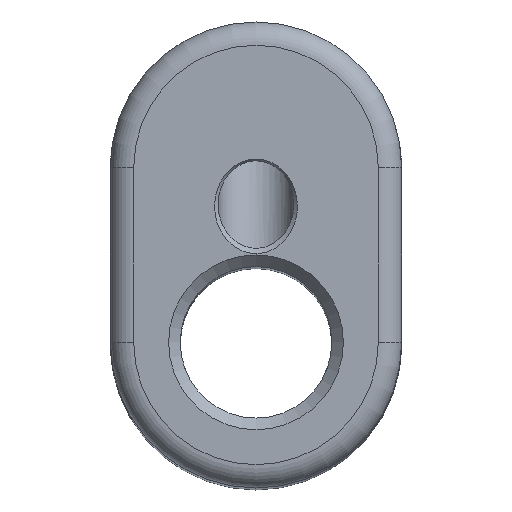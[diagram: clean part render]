
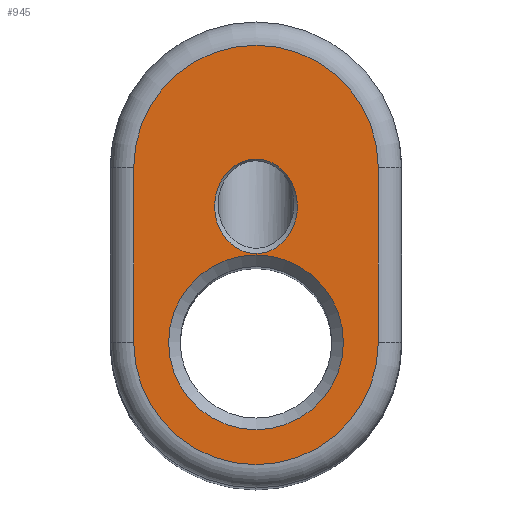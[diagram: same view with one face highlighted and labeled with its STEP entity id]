
A CAD part, top view. The second image highlights one B-rep face of the part: STEP entity #945.
In plain terms, the highlighted planar face has unit normal (0, 0, 1).
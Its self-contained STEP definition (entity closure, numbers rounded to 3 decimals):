
#17=FACE_BOUND('',#301,.T.);
#18=FACE_BOUND('',#302,.T.);
#83=LINE('',#1751,#141);
#84=LINE('',#1760,#142);
#141=VECTOR('',#1183,10.);
#142=VECTOR('',#1196,10.);
#181=PLANE('',#1047);
#220=B_SPLINE_CURVE_WITH_KNOTS('',3,(#1874,#1875,#1876,#1877,#1878,#1879,
#1880,#1881,#1882,#1883,#1884,#1885,#1886),.UNSPECIFIED.,.T.,.F.,(4,1,1,
1,1,1,1,1,1,1,4),(-3.142,-2.693,-2.244,
-1.346,-0.449,0.,0.449,
1.346,2.244,2.693,3.142),
 .UNSPECIFIED.);
#247=FACE_OUTER_BOUND('',#300,.T.);
#300=EDGE_LOOP('',(#726,#727,#728,#729));
#301=EDGE_LOOP('',(#730));
#302=EDGE_LOOP('',(#731));
#361=CIRCLE('',#1024,10.5);
#364=CIRCLE('',#1029,10.5);
#371=CIRCLE('',#1048,7.5);
#419=VERTEX_POINT('',#1747);
#420=VERTEX_POINT('',#1749);
#421=VERTEX_POINT('',#1753);
#422=VERTEX_POINT('',#1758);
#443=VERTEX_POINT('',#1873);
#444=VERTEX_POINT('',#1887);
#525=EDGE_CURVE('',#420,#419,#83,.T.);
#527=EDGE_CURVE('',#421,#420,#361,.T.);
#530=EDGE_CURVE('',#422,#421,#84,.T.);
#531=EDGE_CURVE('',#419,#422,#364,.T.);
#554=EDGE_CURVE('',#443,#443,#220,.T.);
#555=EDGE_CURVE('',#444,#444,#371,.T.);
#726=ORIENTED_EDGE('',*,*,#525,.F.);
#727=ORIENTED_EDGE('',*,*,#527,.F.);
#728=ORIENTED_EDGE('',*,*,#530,.F.);
#729=ORIENTED_EDGE('',*,*,#531,.F.);
#730=ORIENTED_EDGE('',*,*,#554,.F.);
#731=ORIENTED_EDGE('',*,*,#555,.F.);
#945=ADVANCED_FACE('',(#247,#17,#18),#181,.T.);
#1024=AXIS2_PLACEMENT_3D('',#1755,#1188,#1189);
#1029=AXIS2_PLACEMENT_3D('',#1762,#1199,#1200);
#1047=AXIS2_PLACEMENT_3D('',#1872,#1235,#1236);
#1048=AXIS2_PLACEMENT_3D('',#1888,#1237,#1238);
#1183=DIRECTION('',(0.,-1.,0.));
#1188=DIRECTION('center_axis',(0.,0.,-1.));
#1189=DIRECTION('ref_axis',(0.,1.,0.));
#1196=DIRECTION('',(0.,1.,0.));
#1199=DIRECTION('center_axis',(0.,0.,-1.));
#1200=DIRECTION('ref_axis',(0.,-1.,0.));
#1235=DIRECTION('center_axis',(0.,0.,1.));
#1236=DIRECTION('ref_axis',(1.,0.,0.));
#1237=DIRECTION('center_axis',(0.,0.,1.));
#1238=DIRECTION('ref_axis',(1.,0.,0.));
#1747=CARTESIAN_POINT('',(10.5,0.,100.));
#1749=CARTESIAN_POINT('',(10.5,15.,100.));
#1751=CARTESIAN_POINT('',(10.5,3.75,100.));
#1753=CARTESIAN_POINT('',(-10.5,15.,100.));
#1755=CARTESIAN_POINT('Origin',(0.,15.,100.));
#1758=CARTESIAN_POINT('',(-10.5,0.,100.));
#1760=CARTESIAN_POINT('',(-10.5,11.25,100.));
#1762=CARTESIAN_POINT('Origin',(0.,0.,100.));
#1872=CARTESIAN_POINT('Origin',(0.,7.5,100.));
#1873=CARTESIAN_POINT('',(0.,15.728,100.));
#1874=CARTESIAN_POINT('Ctrl Pts',(0.,15.728,
100.));
#1875=CARTESIAN_POINT('Ctrl Pts',(-0.538,15.728,100.));
#1876=CARTESIAN_POINT('Ctrl Pts',(-1.611,15.441,100.));
#1877=CARTESIAN_POINT('Ctrl Pts',(-3.314,13.882,100.));
#1878=CARTESIAN_POINT('Ctrl Pts',(-3.957,10.66,100.));
#1879=CARTESIAN_POINT('Ctrl Pts',(-2.155,8.042,100.));
#1880=CARTESIAN_POINT('Ctrl Pts',(0.,7.484,
100.));
#1881=CARTESIAN_POINT('Ctrl Pts',(2.158,8.04,100.));
#1882=CARTESIAN_POINT('Ctrl Pts',(3.95,10.662,100.));
#1883=CARTESIAN_POINT('Ctrl Pts',(3.317,13.883,100.));
#1884=CARTESIAN_POINT('Ctrl Pts',(1.61,15.441,100.));
#1885=CARTESIAN_POINT('Ctrl Pts',(0.538,15.728,100.));
#1886=CARTESIAN_POINT('Ctrl Pts',(0.,15.728,
100.));
#1887=CARTESIAN_POINT('',(-7.5,0.,100.));
#1888=CARTESIAN_POINT('Origin',(0.,0.,100.));
